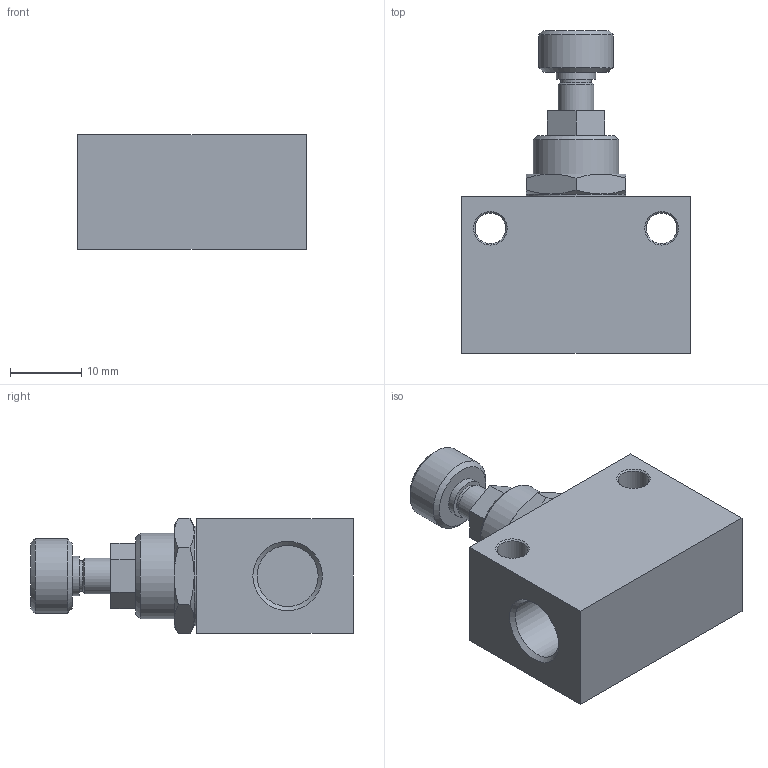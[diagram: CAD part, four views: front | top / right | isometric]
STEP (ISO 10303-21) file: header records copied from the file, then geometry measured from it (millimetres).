
FILE_DESCRIPTION(/* description */ ('STEP AP214'),/* implementation_level */ '2;1');
FILE_NAME(/* name */ '151216_GRO-1_8-B',/* time_stamp */ '2024-08-26T09:42:00+02:00',/* author */ ('License CC BY-ND 4.0'),/* organization */ ('CADENAS'),/* preprocessor_version */ 'ST-DEVELOPER v19.3',/* originating_system */ 'PARTsolutions',/* authorisation */ ' ');
FILE_SCHEMA (('AUTOMOTIVE_DESIGN {1 0 10303 214 3 1 1}'));
Length unit declared in the file: millimetre
Products named in the file (1): 151216 GRO-1/8-B
Bounding box: 32 x 45.2 x 16.17 mm (x, y, z)
Volume: 11953.2 mm3; surface area: 4672.6 mm2
Topology: 1 solids, 1 shells, 58 faces, 121 edges, 73 vertices
Faces by surface type: plane 26, cone 22, cylinder 10
Full cylindrical faces by diameter (mm): 4.3 x3, 5 x1, 5.5 x1, 8.566 x2, 10.4 x1, 12 x1, 14 x1
Entity records: 1474 total; most frequent: CARTESIAN_POINT 303, DIRECTION 234, ORIENTED_EDGE 200, EDGE_CURVE 100, AXIS2_PLACEMENT_3D 99, EDGE_LOOP 90, FACE_BOUND 90, VERTEX_POINT 72
